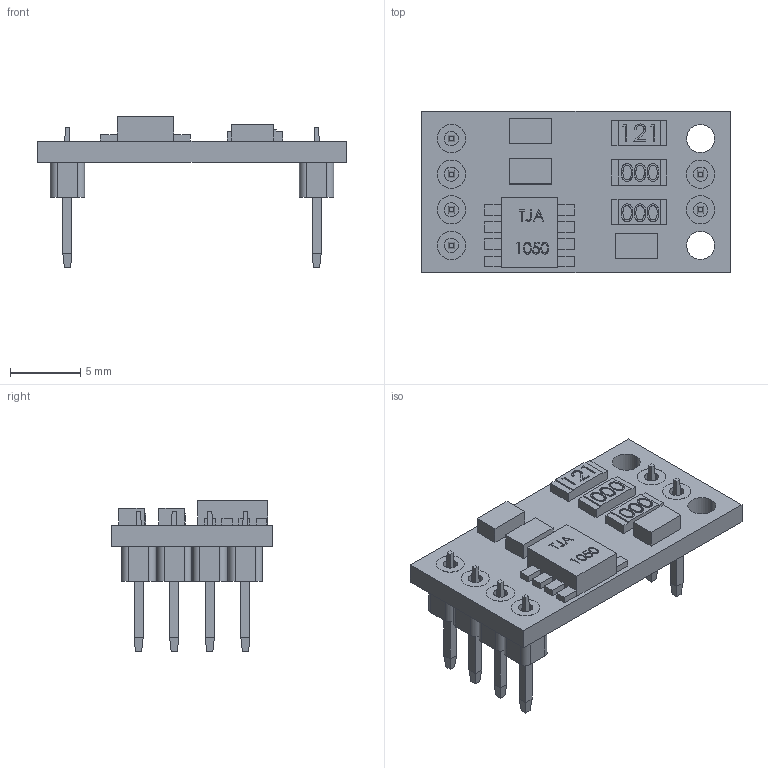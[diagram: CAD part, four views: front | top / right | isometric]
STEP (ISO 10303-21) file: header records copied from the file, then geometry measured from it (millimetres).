
FILE_DESCRIPTION (( 'STEP AP214' ), '1' );
FILE_NAME ('TJA1050.STEP', '2020-06-04T22:09:29', ( '' ), ( '' ), 'SwSTEP 2.0', 'SolidWorks 2019', '' );
FILE_SCHEMA (( 'AUTOMOTIVE_DESIGN' ));
Length unit declared in the file: millimetre
Products named in the file (1): TJA1050
Bounding box: 22 x 11.5 x 10.75 mm (x, y, z)
Volume: 543.1 mm3; surface area: 1014.4 mm2
Topology: 7 solids, 7 shells, 432 faces, 1068 edges, 696 vertices
Faces by surface type: plane 277, bspline 91, cylinder 64
Entity records: 23051 total; most frequent: CARTESIAN_POINT 9627, ORIENTED_EDGE 2136, DIRECTION 1698, EDGE_CURVE 1068, VECTOR 758, LINE 758, VERTEX_POINT 696, EDGE_LOOP 482
